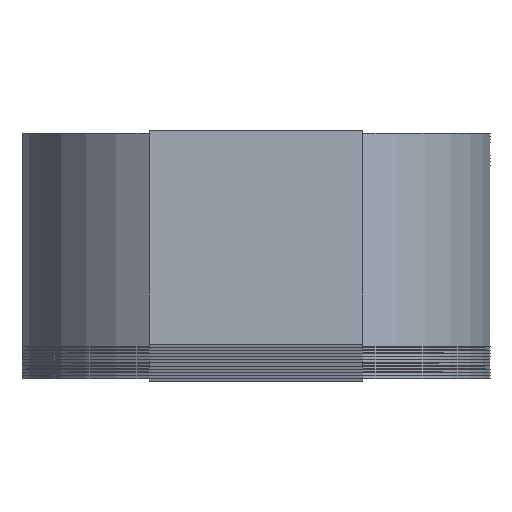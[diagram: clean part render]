
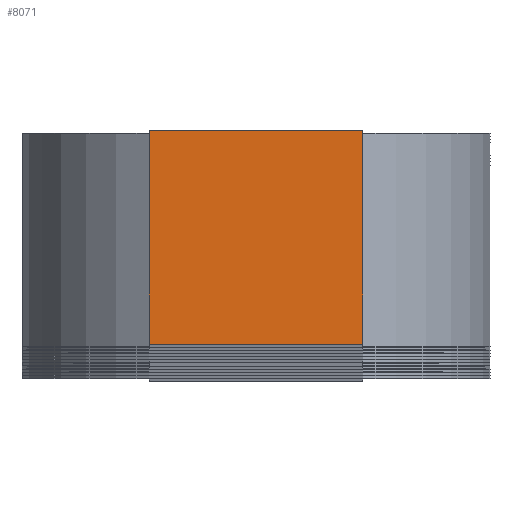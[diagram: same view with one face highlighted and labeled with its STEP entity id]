
A CAD part, top view. The second image highlights one B-rep face of the part: STEP entity #8071.
In plain terms, the highlighted planar face has unit normal (0, 0, 1).
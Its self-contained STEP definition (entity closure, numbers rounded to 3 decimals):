
#270 = DIRECTION ( 'NONE',  ( 1., 0., 0. ) ) ;
#360 = DIRECTION ( 'NONE',  ( -1., 0., 0. ) ) ;
#791 = CARTESIAN_POINT ( 'NONE',  ( 10., 10., 1000. ) ) ;
#938 = DIRECTION ( 'NONE',  ( 1., 0., 0. ) ) ;
#971 = EDGE_CURVE ( 'NONE', #8651, #6307, #5934, .T. ) ;
#1070 = DIRECTION ( 'NONE',  ( 0., 0., 1. ) ) ;
#1479 = DIRECTION ( 'NONE',  ( 0., -1., 0. ) ) ;
#2485 = FACE_OUTER_BOUND ( 'NONE', #5163, .T. ) ;
#3391 = EDGE_CURVE ( 'NONE', #10631, #8651, #11089, .T. ) ;
#3457 = CARTESIAN_POINT ( 'NONE',  ( -10., 10., 1000. ) ) ;
#3675 = VECTOR ( 'NONE', #8586, 1000. ) ;
#3761 = LINE ( 'NONE', #3457, #9685 ) ;
#3901 = CARTESIAN_POINT ( 'NONE',  ( 0., 0., 1000. ) ) ;
#4519 = ORIENTED_EDGE ( 'NONE', *, *, #10020, .T. ) ;
#5157 = CARTESIAN_POINT ( 'NONE',  ( -10., -10., 1000. ) ) ;
#5163 = EDGE_LOOP ( 'NONE', ( #10848, #8721, #4519, #9748 ) ) ;
#5934 = LINE ( 'NONE', #12422, #3675 ) ;
#5945 = CARTESIAN_POINT ( 'NONE',  ( -10., -10., 1000. ) ) ;
#6307 = VERTEX_POINT ( 'NONE', #791 ) ;
#6523 = VECTOR ( 'NONE', #270, 1000. ) ;
#6558 = AXIS2_PLACEMENT_3D ( 'NONE', #3901, #1070, #938 ) ;
#7535 = LINE ( 'NONE', #11094, #8458 ) ;
#7935 = VERTEX_POINT ( 'NONE', #8827 ) ;
#8071 = ADVANCED_FACE ( 'NONE', ( #2485 ), #10666, .T. ) ;
#8458 = VECTOR ( 'NONE', #1479, 1000. ) ;
#8537 = CARTESIAN_POINT ( 'NONE',  ( 10., -10., 1000. ) ) ;
#8586 = DIRECTION ( 'NONE',  ( 0., 1., 0. ) ) ;
#8651 = VERTEX_POINT ( 'NONE', #8537 ) ;
#8721 = ORIENTED_EDGE ( 'NONE', *, *, #10069, .T. ) ;
#8827 = CARTESIAN_POINT ( 'NONE',  ( -10., 10., 1000. ) ) ;
#9685 = VECTOR ( 'NONE', #360, 1000. ) ;
#9748 = ORIENTED_EDGE ( 'NONE', *, *, #3391, .T. ) ;
#10020 = EDGE_CURVE ( 'NONE', #7935, #10631, #7535, .T. ) ;
#10069 = EDGE_CURVE ( 'NONE', #6307, #7935, #3761, .T. ) ;
#10631 = VERTEX_POINT ( 'NONE', #5157 ) ;
#10666 = PLANE ( 'NONE',  #6558 ) ;
#10848 = ORIENTED_EDGE ( 'NONE', *, *, #971, .T. ) ;
#11089 = LINE ( 'NONE', #5945, #6523 ) ;
#11094 = CARTESIAN_POINT ( 'NONE',  ( -10., 10., 1000. ) ) ;
#12422 = CARTESIAN_POINT ( 'NONE',  ( 10., 10., 1000. ) ) ;
